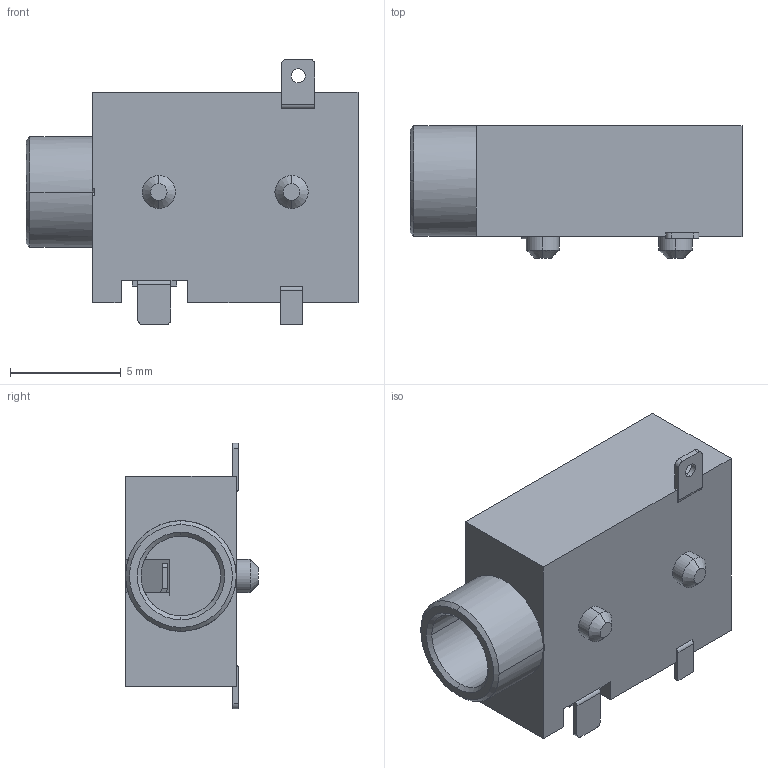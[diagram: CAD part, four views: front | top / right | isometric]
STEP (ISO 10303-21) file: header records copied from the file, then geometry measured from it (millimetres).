
FILE_DESCRIPTION((''),'2;1');
FILE_NAME('63418','2013-11-18T',('carefree'),(''),'PRO/ENGINEER BY PARAMETRIC TECHNOLOGY CORPORATION, 2005030','PRO/ENGINEER BY PARAMETRIC TECHNOLOGY CORPORATION, 2005030','');
FILE_SCHEMA(('CONFIG_CONTROL_DESIGN'));
Length unit declared in the file: millimetre
Products named in the file (1): 63418
Bounding box: 15 x 6 x 12 mm (x, y, z)
Volume: 564.6 mm3; surface area: 595.2 mm2
Topology: 1 solids, 1 shells, 84 faces, 217 edges, 136 vertices
Faces by surface type: plane 57, cylinder 19, cone 8
Entity records: 2575 total; most frequent: DIRECTION 441, CARTESIAN_POINT 437, ORIENTED_EDGE 434, EDGE_CURVE 217, VECTOR 161, LINE 161, AXIS2_PLACEMENT_3D 140, VERTEX_POINT 136
